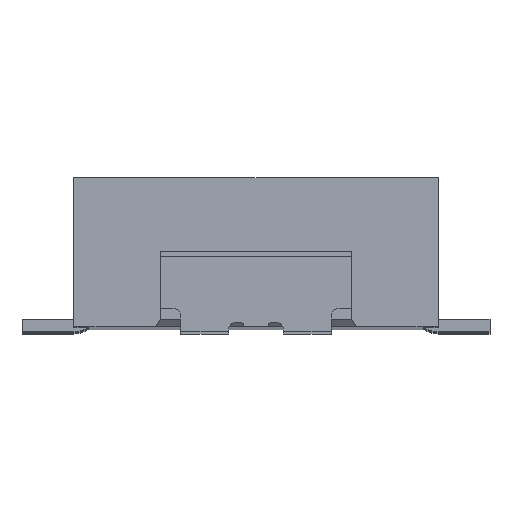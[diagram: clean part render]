
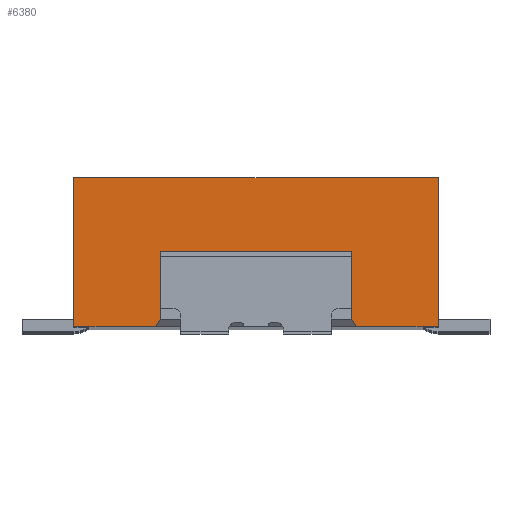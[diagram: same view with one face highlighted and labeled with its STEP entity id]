
A CAD part, top view. The second image highlights one B-rep face of the part: STEP entity #6380.
In plain terms, the highlighted planar face has unit normal (0, 0, 1).
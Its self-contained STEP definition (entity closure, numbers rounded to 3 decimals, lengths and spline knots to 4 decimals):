
#4930=CARTESIAN_POINT('',(18.0688,-1.2753,13.01));
#4940=VERTEX_POINT('',#4930);
#4970=CARTESIAN_POINT('',(17.7365,-0.7216,13.01));
#4980=DIRECTION('',(-0.514,0.857,
0.));
#4990=VECTOR('',#4980,1.);
#5000=LINE('',#4970,#4990);
#5010=CARTESIAN_POINT('',(18.0988,-1.3253,13.01));
#5020=VERTEX_POINT('',#5010);
#5030=EDGE_CURVE('',#5020,#4940,#5000,.T.);
#5640=CARTESIAN_POINT('',(18.1838,-0.7553,13.01));
#5650=DIRECTION('',(0.,0.,1.));
#5660=DIRECTION('',(0.,-1.,0.));
#5670=AXIS2_PLACEMENT_3D('',#5640,#5650,#5660);
#5680=PLANE('',#5670);
#5690=CARTESIAN_POINT('',(16.8488,-0.7216,13.01));
#5700=DIRECTION('',(0.,-1.,0.));
#5710=VECTOR('',#5700,1.);
#5720=LINE('',#5690,#5710);
#5730=CARTESIAN_POINT('',(16.8488,-0.8453,13.01));
#5740=VERTEX_POINT('',#5730);
#5750=CARTESIAN_POINT('',(16.8488,-1.2753,13.01));
#5760=VERTEX_POINT('',#5750);
#5770=EDGE_CURVE('',#5740,#5760,#5720,.T.);
#5780=ORIENTED_EDGE('',*,*,#5770,.F.);
#5790=CARTESIAN_POINT('',(17.181,-0.7216,13.01));
#5800=DIRECTION('',(0.514,0.857,
0.));
#5810=VECTOR('',#5800,1.);
#5820=LINE('',#5790,#5810);
#5830=CARTESIAN_POINT('',(16.8188,-1.3253,13.01));
#5840=VERTEX_POINT('',#5830);
#5850=EDGE_CURVE('',#5840,#5760,#5820,.T.);
#5860=ORIENTED_EDGE('',*,*,#5850,.T.);
#5870=CARTESIAN_POINT('',(17.4221,-1.3253,13.01));
#5880=DIRECTION('',(1.,0.,0.));
#5890=VECTOR('',#5880,1.);
#5900=LINE('',#5870,#5890);
#5910=CARTESIAN_POINT('',(16.2988,-1.3253,13.01));
#5920=VERTEX_POINT('',#5910);
#5930=EDGE_CURVE('',#5920,#5840,#5900,.T.);
#5940=ORIENTED_EDGE('',*,*,#5930,.T.);
#5950=CARTESIAN_POINT('',(16.2988,-0.7216,13.01));
#5960=DIRECTION('',(0.,1.,0.));
#5970=VECTOR('',#5960,1.);
#5980=LINE('',#5950,#5970);
#5990=CARTESIAN_POINT('',(16.2988,-0.3753,13.01));
#6000=VERTEX_POINT('',#5990);
#6010=EDGE_CURVE('',#5920,#6000,#5980,.T.);
#6020=ORIENTED_EDGE('',*,*,#6010,.F.);
#6030=CARTESIAN_POINT('',(17.4221,-0.3753,13.01));
#6040=DIRECTION('',(1.,0.,0.));
#6050=VECTOR('',#6040,1.);
#6060=LINE('',#6030,#6050);
#6070=CARTESIAN_POINT('',(18.6188,-0.3753,13.01));
#6080=VERTEX_POINT('',#6070);
#6090=EDGE_CURVE('',#6000,#6080,#6060,.T.);
#6100=ORIENTED_EDGE('',*,*,#6090,.F.);
#6110=CARTESIAN_POINT('',(18.6188,-0.7216,13.01));
#6120=DIRECTION('',(0.,1.,0.));
#6130=VECTOR('',#6120,1.);
#6140=LINE('',#6110,#6130);
#6150=CARTESIAN_POINT('',(18.6188,-1.3253,13.01));
#6160=VERTEX_POINT('',#6150);
#6170=EDGE_CURVE('',#6160,#6080,#6140,.T.);
#6180=ORIENTED_EDGE('',*,*,#6170,.T.);
#6190=EDGE_CURVE('',#5020,#6160,#5900,.T.);
#6200=ORIENTED_EDGE('',*,*,#6190,.T.);
#6210=ORIENTED_EDGE('',*,*,#5030,.F.);
#6220=CARTESIAN_POINT('',(18.0688,-0.7216,13.01));
#6230=DIRECTION('',(0.,-1.,0.));
#6240=VECTOR('',#6230,1.);
#6250=LINE('',#6220,#6240);
#6260=CARTESIAN_POINT('',(18.0688,-0.8453,13.01));
#6270=VERTEX_POINT('',#6260);
#6280=EDGE_CURVE('',#6270,#4940,#6250,.T.);
#6290=ORIENTED_EDGE('',*,*,#6280,.T.);
#6300=CARTESIAN_POINT('',(17.4221,-0.8453,13.01));
#6310=DIRECTION('',(-1.,0.,0.));
#6320=VECTOR('',#6310,1.);
#6330=LINE('',#6300,#6320);
#6340=EDGE_CURVE('',#6270,#5740,#6330,.T.);
#6350=ORIENTED_EDGE('',*,*,#6340,.F.);
#6360=EDGE_LOOP('',(#6350,#6290,#6210,#6200,#6180,#6100,#6020,#5940,
#5860,#5780));
#6370=FACE_OUTER_BOUND('',#6360,.T.);
#6380=ADVANCED_FACE('',(#6370),#5680,.T.);
